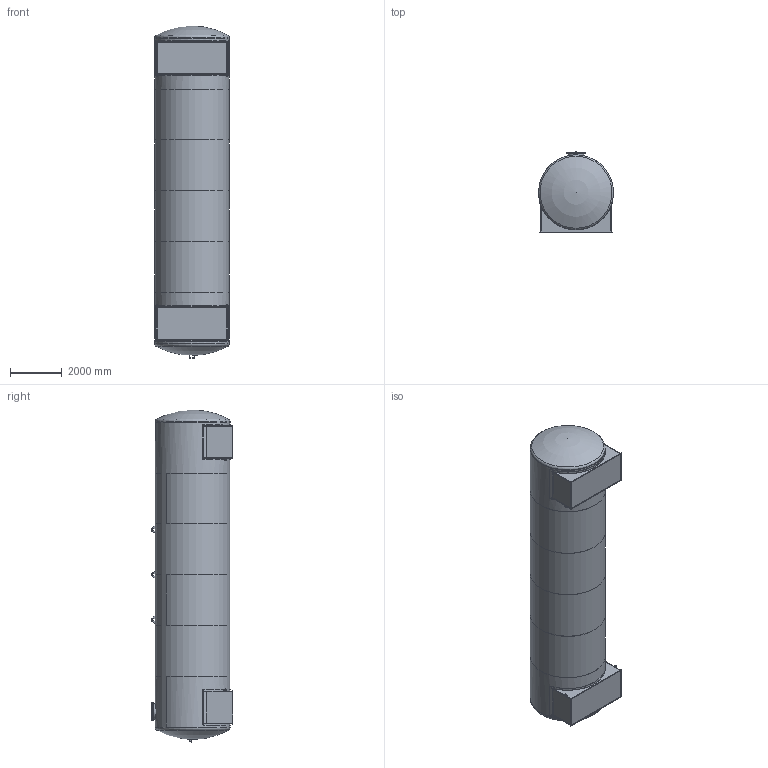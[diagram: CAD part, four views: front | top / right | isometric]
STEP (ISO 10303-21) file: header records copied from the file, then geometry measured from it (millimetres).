
FILE_DESCRIPTION((''),'2;1');
FILE_NAME('Behälter_6616_E_2900_080_100.stp','2013-02-11T12:29:24',('yh'),(''),'Autodesk Inventor 2012','Autodesk Inventor 2012','');
FILE_SCHEMA(('AUTOMOTIVE_DESIGN { 1 0 10303 214 1 1 1 1 }'));
Length unit declared in the file: millimetre
Products named in the file (1): Behälter_6616_E_2900_080_100_KV
Bounding box: 2900 x 3149.83 x 12880.62 mm (x, y, z)
Volume: 5061771532.2 mm3; surface area: 277526527.6 mm2
Topology: 5 solids, 7 shells, 1157 faces, 2687 edges, 1702 vertices
Faces by surface type: plane 690, cone 288, cylinder 175, torus 2, sphere 2
Full cylindrical faces by diameter (mm): 16.647 x32, 18 x64, 24.8 x32, 598 x1, 610 x1, 660 x1, 720 x2, 2882 x6, 2900 x8
Entity records: 31735 total; most frequent: CARTESIAN_POINT 7248, ORIENTED_EDGE 4780, DIRECTION 4580, EDGE_CURVE 2390, AXIS2_PLACEMENT_3D 1818, EDGE_LOOP 1636, VERTEX_POINT 1632, FACE_OUTER_BOUND 1157
